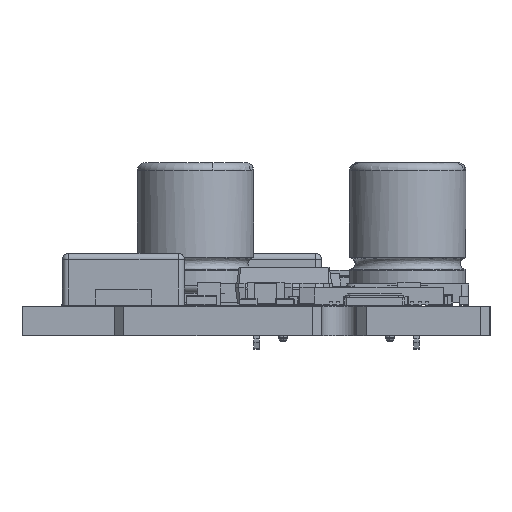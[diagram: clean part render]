
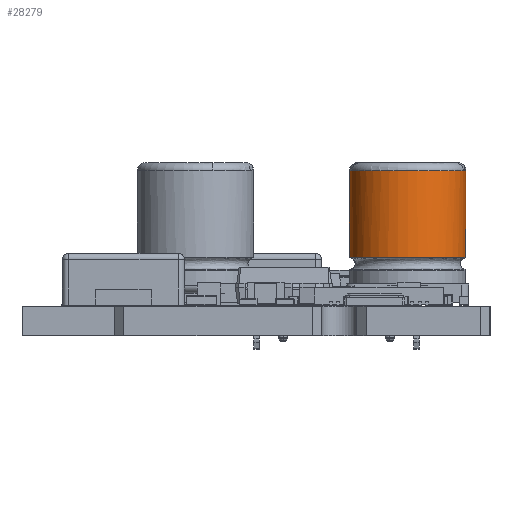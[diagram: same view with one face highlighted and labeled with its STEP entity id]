
A CAD part, left-side view. The second image highlights one B-rep face of the part: STEP entity #28279.
In plain terms, the highlighted cylindrical face has radius 3.15 mm (diameter 6.3 mm), a full revolution.
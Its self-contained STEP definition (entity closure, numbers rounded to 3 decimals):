
#27945 = VERTEX_POINT('',#27946);
#27946 = CARTESIAN_POINT('',(-3.15,0.,2.593));
#27952 = EDGE_CURVE('',#27945,#27945,#27953,.T.);
#27953 = ( BOUNDED_CURVE() B_SPLINE_CURVE(13,(#27954,#27955,#27956,
    #27957,#27958,#27959,#27960,#27961,#27962,#27963,#27964,#27965,
#27966,#27967),.UNSPECIFIED.,.T.,.F.) B_SPLINE_CURVE_WITH_KNOTS((1,13,13
    ,1),(-19.792,0.,19.792,
39.584),.UNSPECIFIED.) CURVE() GEOMETRIC_REPRESENTATION_ITEM() 
RATIONAL_B_SPLINE_CURVE((1.,1.,1.,1.,
    1.,1.,1.,1.,
    1.,1.,1.,1.,1.,1.)) 
REPRESENTATION_ITEM('') );
#27954 = CARTESIAN_POINT('',(-3.15,0.,2.593));
#27955 = CARTESIAN_POINT('',(-3.15,1.5,
    2.593));
#27956 = CARTESIAN_POINT('',(-2.375,3.035,
    2.593));
#27957 = CARTESIAN_POINT('',(-0.779,4.133,
    2.593));
#27958 = CARTESIAN_POINT('',(1.417,4.302,
    2.593));
#27959 = CARTESIAN_POINT('',(3.314,3.132,
    2.593));
#27960 = CARTESIAN_POINT('',(4.706,1.424,
    2.593));
#27961 = CARTESIAN_POINT('',(4.706,-1.424,
    2.593));
#27962 = CARTESIAN_POINT('',(3.314,-3.132,
    2.593));
#27963 = CARTESIAN_POINT('',(1.417,-4.302,
    2.593));
#27964 = CARTESIAN_POINT('',(-0.779,-4.133,
    2.593));
#27965 = CARTESIAN_POINT('',(-2.375,-3.035,
    2.593));
#27966 = CARTESIAN_POINT('',(-3.15,-1.5,2.593));
#27967 = CARTESIAN_POINT('',(-3.15,0.,2.593));
#28279 = ADVANCED_FACE('',(#28280),#28326,.T.);
#28280 = FACE_BOUND('',#28281,.T.);
#28281 = EDGE_LOOP('',(#28282,#28283,#28291,#28300,#28309,#28318,#28325)
  );
#28282 = ORIENTED_EDGE('',*,*,#27952,.F.);
#28283 = ORIENTED_EDGE('',*,*,#28284,.T.);
#28284 = EDGE_CURVE('',#27945,#28285,#28287,.T.);
#28285 = VERTEX_POINT('',#28286);
#28286 = CARTESIAN_POINT('',(-3.15,0.,7.28));
#28287 = LINE('',#28288,#28289);
#28288 = CARTESIAN_POINT('',(-3.15,0.,2.563));
#28289 = VECTOR('',#28290,1.);
#28290 = DIRECTION('',(0.,0.,1.));
#28291 = ORIENTED_EDGE('',*,*,#28292,.T.);
#28292 = EDGE_CURVE('',#28285,#28293,#28295,.T.);
#28293 = VERTEX_POINT('',#28294);
#28294 = CARTESIAN_POINT('',(0.945,3.005,7.28));
#28295 = CIRCLE('',#28296,3.15);
#28296 = AXIS2_PLACEMENT_3D('',#28297,#28298,#28299);
#28297 = CARTESIAN_POINT('',(0.,0.,7.28));
#28298 = DIRECTION('',(0.,0.,-1.));
#28299 = DIRECTION('',(-1.,0.,0.));
#28300 = ORIENTED_EDGE('',*,*,#28301,.T.);
#28301 = EDGE_CURVE('',#28293,#28302,#28304,.T.);
#28302 = VERTEX_POINT('',#28303);
#28303 = CARTESIAN_POINT('',(3.15,0.,7.28));
#28304 = CIRCLE('',#28305,3.15);
#28305 = AXIS2_PLACEMENT_3D('',#28306,#28307,#28308);
#28306 = CARTESIAN_POINT('',(0.,0.,7.28));
#28307 = DIRECTION('',(0.,0.,-1.));
#28308 = DIRECTION('',(-1.,0.,0.));
#28309 = ORIENTED_EDGE('',*,*,#28310,.T.);
#28310 = EDGE_CURVE('',#28302,#28311,#28313,.T.);
#28311 = VERTEX_POINT('',#28312);
#28312 = CARTESIAN_POINT('',(0.945,-3.005,7.28));
#28313 = CIRCLE('',#28314,3.15);
#28314 = AXIS2_PLACEMENT_3D('',#28315,#28316,#28317);
#28315 = CARTESIAN_POINT('',(0.,0.,7.28));
#28316 = DIRECTION('',(0.,0.,-1.));
#28317 = DIRECTION('',(-1.,0.,0.));
#28318 = ORIENTED_EDGE('',*,*,#28319,.T.);
#28319 = EDGE_CURVE('',#28311,#28285,#28320,.T.);
#28320 = CIRCLE('',#28321,3.15);
#28321 = AXIS2_PLACEMENT_3D('',#28322,#28323,#28324);
#28322 = CARTESIAN_POINT('',(0.,0.,7.28));
#28323 = DIRECTION('',(0.,0.,-1.));
#28324 = DIRECTION('',(-1.,0.,0.));
#28325 = ORIENTED_EDGE('',*,*,#28284,.F.);
#28326 = CYLINDRICAL_SURFACE('',#28327,3.15);
#28327 = AXIS2_PLACEMENT_3D('',#28328,#28329,#28330);
#28328 = CARTESIAN_POINT('',(0.,0.,2.563));
#28329 = DIRECTION('',(0.,0.,1.));
#28330 = DIRECTION('',(-1.,0.,0.));
